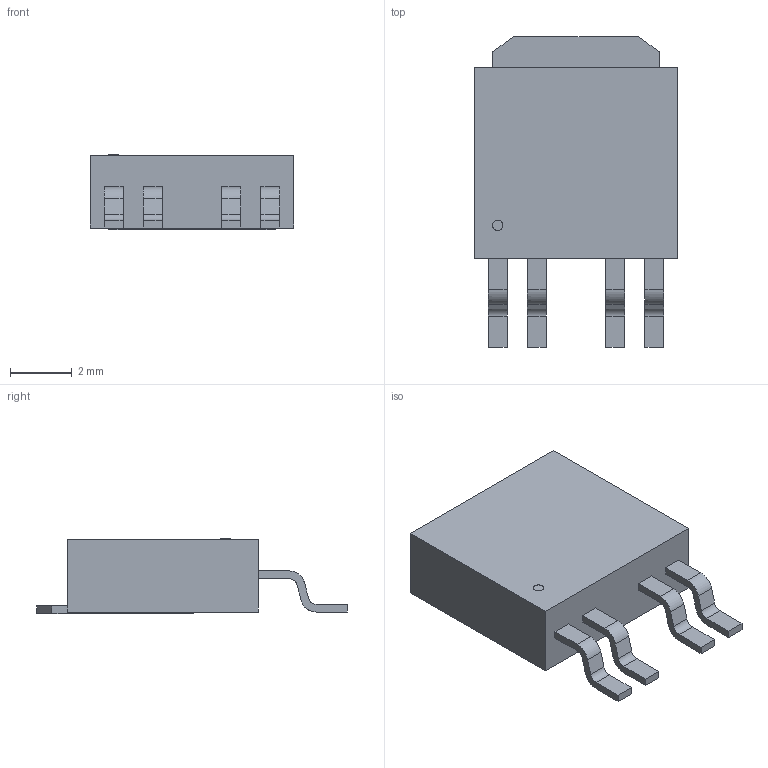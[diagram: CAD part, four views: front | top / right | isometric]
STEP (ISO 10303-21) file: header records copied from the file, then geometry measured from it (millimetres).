
FILE_DESCRIPTION (( 'STEP AP214' ), '1' );
FILE_NAME ('LD29150PT50R.STEP', '2023-02-07T05:57:03', ( '' ), ( '' ), 'SwSTEP 2.0', 'SolidWorks 2022', '' );
FILE_SCHEMA (( 'AUTOMOTIVE_DESIGN' ));
Length unit declared in the file: millimetre
Products named in the file (1): LD29150PT50R
Bounding box: 6.6 x 10.08 x 2.44 mm (x, y, z)
Volume: 101.1 mm3; surface area: 219.5 mm2
Topology: 7 solids, 7 shells, 82 faces, 204 edges, 136 vertices
Faces by surface type: plane 64, cylinder 18
Entity records: 2568 total; most frequent: CARTESIAN_POINT 575, ORIENTED_EDGE 408, DIRECTION 350, EDGE_CURVE 204, LINE 144, VECTOR 144, VERTEX_POINT 136, AXIS2_PLACEMENT_3D 103
